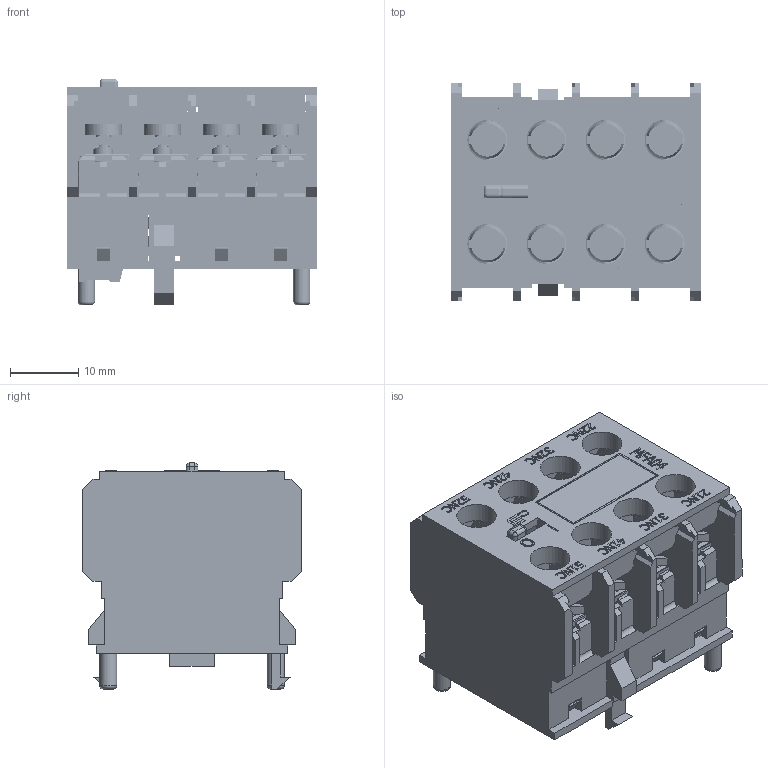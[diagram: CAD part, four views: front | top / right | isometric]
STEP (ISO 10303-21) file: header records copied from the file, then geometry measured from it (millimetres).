
FILE_DESCRIPTION((''),'2;1');
FILE_NAME('12C70079G06.stp','2015-05-22T17:21:29',('rshanor'),(''),'Autodesk Inventor 2013','Autodesk Inventor 2013','');
FILE_SCHEMA(('AUTOMOTIVE_DESIGN { 1 2 10303 214 0 1 1 1 }'));
Length unit declared in the file: inch
Products named in the file (1): 12C70079G06
Bounding box: 36.75 x 32 x 33.1 mm (x, y, z)
Volume: 15047.7 mm3; surface area: 26596.6 mm2
Topology: 14 solids, 22 shells, 5040 faces, 14247 edges, 9084 vertices
Faces by surface type: plane 3648, cylinder 774, bspline 400, torus 174, sphere 28, cone 16
Full cylindrical faces by diameter (mm): 2.1 x16, 2.5 x3, 2.9 x16, 3.75 x8, 4.25 x8, 5.45 x8, 5.85 x8
Entity records: 175589 total; most frequent: CARTESIAN_POINT 41236, ORIENTED_EDGE 28314, DIRECTION 24798, EDGE_CURVE 14157, VECTOR 11276, LINE 11276, VERTEX_POINT 9040, AXIS2_PLACEMENT_3D 6761
